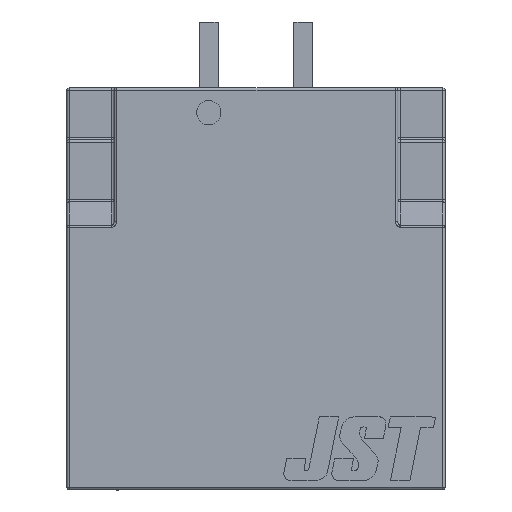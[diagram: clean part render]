
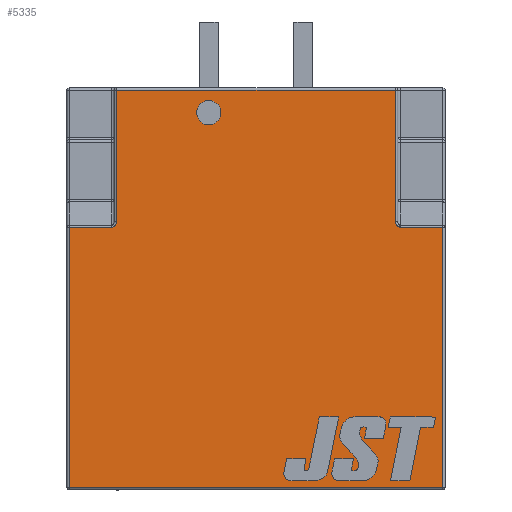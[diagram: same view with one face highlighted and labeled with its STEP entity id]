
A CAD part, top view. The second image highlights one B-rep face of the part: STEP entity #5335.
In plain terms, the highlighted face is planar.
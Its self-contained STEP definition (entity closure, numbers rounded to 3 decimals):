
#194=PLANE('',#5828);
#391=ELLIPSE('',#5780,0.058,0.05);
#393=ELLIPSE('',#5797,0.058,0.05);
#490=FACE_OUTER_BOUND('',#844,.T.);
#844=EDGE_LOOP('',(#3682,#3683,#3684,#3685,#3686,#3687,#3688,#3689,#3690,
#3691));
#1176=LINE('',#7899,#1609);
#1178=LINE('',#7908,#1611);
#1180=LINE('',#7943,#1613);
#1182=LINE('',#7951,#1615);
#1184=LINE('',#7959,#1617);
#1186=LINE('',#7967,#1619);
#1187=LINE('',#7972,#1620);
#1190=LINE('',#8010,#1623);
#1609=VECTOR('',#6343,10.);
#1611=VECTOR('',#6351,10.);
#1613=VECTOR('',#6363,10.);
#1615=VECTOR('',#6371,10.);
#1617=VECTOR('',#6379,10.);
#1619=VECTOR('',#6387,10.);
#1620=VECTOR('',#6392,10.);
#1623=VECTOR('',#6407,10.);
#2289=VERTEX_POINT('',#7892);
#2292=VERTEX_POINT('',#7897);
#2293=VERTEX_POINT('',#7901);
#2296=VERTEX_POINT('',#7906);
#2297=VERTEX_POINT('',#7934);
#2302=VERTEX_POINT('',#7949);
#2305=VERTEX_POINT('',#7957);
#2308=VERTEX_POINT('',#7965);
#2310=VERTEX_POINT('',#7971);
#2312=VERTEX_POINT('',#8001);
#2772=EDGE_CURVE('',#2292,#2289,#1176,.T.);
#2776=EDGE_CURVE('',#2296,#2293,#1178,.T.);
#2779=EDGE_CURVE('',#2293,#2297,#391,.T.);
#2782=EDGE_CURVE('',#2297,#2292,#1180,.T.);
#2786=EDGE_CURVE('',#2302,#2296,#1182,.T.);
#2790=EDGE_CURVE('',#2305,#2302,#1184,.T.);
#2794=EDGE_CURVE('',#2308,#2305,#1186,.T.);
#2796=EDGE_CURVE('',#2289,#2310,#1187,.T.);
#2801=EDGE_CURVE('',#2310,#2312,#393,.T.);
#2804=EDGE_CURVE('',#2312,#2308,#1190,.T.);
#3682=ORIENTED_EDGE('',*,*,#2776,.F.);
#3683=ORIENTED_EDGE('',*,*,#2786,.F.);
#3684=ORIENTED_EDGE('',*,*,#2790,.F.);
#3685=ORIENTED_EDGE('',*,*,#2794,.F.);
#3686=ORIENTED_EDGE('',*,*,#2804,.F.);
#3687=ORIENTED_EDGE('',*,*,#2801,.F.);
#3688=ORIENTED_EDGE('',*,*,#2796,.F.);
#3689=ORIENTED_EDGE('',*,*,#2772,.F.);
#3690=ORIENTED_EDGE('',*,*,#2782,.F.);
#3691=ORIENTED_EDGE('',*,*,#2779,.F.);
#5335=ADVANCED_FACE('',(#490),#194,.T.);
#5780=AXIS2_PLACEMENT_3D('',#7938,#6356,#6357);
#5797=AXIS2_PLACEMENT_3D('',#8005,#6400,#6401);
#5828=AXIS2_PLACEMENT_3D('',#8081,#6485,#6486);
#6343=DIRECTION('',(1.,0.,0.));
#6351=DIRECTION('',(1.,0.,0.));
#6356=DIRECTION('center_axis',(0.,1.,0.));
#6357=DIRECTION('ref_axis',(0.,0.,
1.));
#6363=DIRECTION('',(0.,0.,-1.));
#6371=DIRECTION('',(0.,0.,-1.));
#6379=DIRECTION('',(-1.,0.,0.));
#6387=DIRECTION('',(0.,0.,1.));
#6392=DIRECTION('',(0.,0.,1.));
#6400=DIRECTION('center_axis',(0.,1.,0.));
#6401=DIRECTION('ref_axis',(0.,0.,
1.));
#6407=DIRECTION('',(1.,0.,0.));
#6485=DIRECTION('center_axis',(0.,1.,0.));
#6486=DIRECTION('ref_axis',(-1.,0.,0.));
#7892=CARTESIAN_POINT('',(1.475,3.205,-0.33));
#7897=CARTESIAN_POINT('',(-1.475,3.205,-0.33));
#7899=CARTESIAN_POINT('',(0.,3.205,-0.33));
#7901=CARTESIAN_POINT('',(-1.525,3.205,1.119));
#7906=CARTESIAN_POINT('',(-1.975,3.205,1.119));
#7908=CARTESIAN_POINT('',(-1.75,3.205,1.119));
#7934=CARTESIAN_POINT('',(-1.475,3.205,1.062));
#7938=CARTESIAN_POINT('Origin',(-1.525,3.205,1.062));
#7943=CARTESIAN_POINT('',(-1.475,3.205,1.77));
#7949=CARTESIAN_POINT('',(-1.975,3.205,3.87));
#7951=CARTESIAN_POINT('',(-1.975,3.205,1.77));
#7957=CARTESIAN_POINT('',(1.975,3.205,3.87));
#7959=CARTESIAN_POINT('',(-2.,3.205,3.87));
#7965=CARTESIAN_POINT('',(1.975,3.205,1.119));
#7967=CARTESIAN_POINT('',(1.975,3.205,1.77));
#7971=CARTESIAN_POINT('',(1.475,3.205,1.062));
#7972=CARTESIAN_POINT('',(1.475,3.205,1.77));
#8001=CARTESIAN_POINT('',(1.525,3.205,1.119));
#8005=CARTESIAN_POINT('Origin',(1.525,3.205,1.062));
#8010=CARTESIAN_POINT('',(-1.75,3.205,1.119));
#8081=CARTESIAN_POINT('Origin',(-2.,3.205,3.895));
